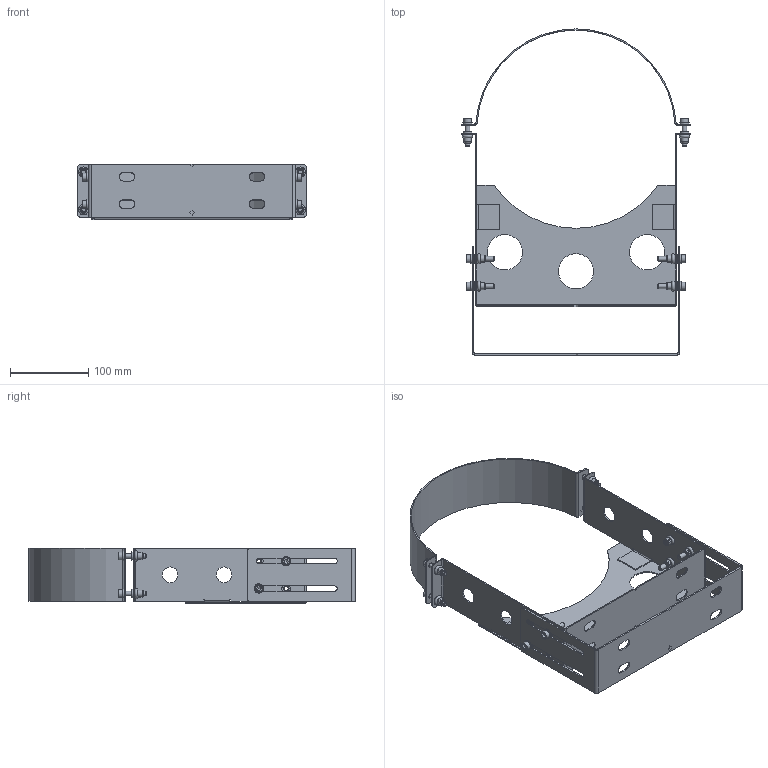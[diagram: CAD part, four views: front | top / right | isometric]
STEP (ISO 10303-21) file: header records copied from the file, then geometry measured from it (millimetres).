
FILE_DESCRIPTION(/* description */ ('Fäste mot rör'),/* implementation_level */ '2;1');
FILE_NAME(/* name */ 'HKSH-04.stp',/* time_stamp */ '2016-04-22T08:45:00+02:00',/* author */ ('CAD'),/* organization */ (''),/* preprocessor_version */ 'ST-DEVELOPER v15.6',/* originating_system */ 'Autodesk Inventor 2015',/* authorisation */ '');
FILE_SCHEMA (('AUTOMOTIVE_DESIGN { 1 0 10303 214 3 1 1 }'));
Length unit declared in the file: millimetre
Products named in the file (8): HKSH-AA-04; Blindnitmutter-23308060300-colly; HKSH-AC-04; HKSH-AB-04; HKSH-AD-04; ISO 7089 - 6 - 140 HV(2); ISO 4762 - M6 x 30ISO; HKSH-04
Bounding box: 293 x 416.5 x 71 mm (x, y, z)
Volume: 241152.3 mm3; surface area: 307052.3 mm2
Topology: 31 solids, 31 shells, 783 faces, 1791 edges, 1090 vertices
Faces by surface type: cylinder 308, plane 263, cone 184, torus 28
Full cylindrical faces by diameter (mm): 4.917 x72, 6 x80, 6.4 x8, 6.5 x4, 7.2 x12, 9 x24, 9.5 x12, 10 x8, 11 x12, 12 x8, 20 x4, 45 x3
Entity records: 8374 total; most frequent: DIRECTION 1442, CARTESIAN_POINT 1334, ORIENTED_EDGE 1206, EDGE_CURVE 603, AXIS2_PLACEMENT_3D 529, EDGE_LOOP 418, VERTEX_POINT 403, LINE 384
